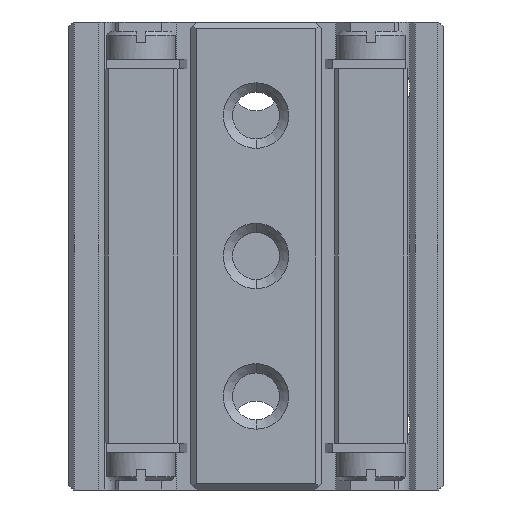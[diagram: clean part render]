
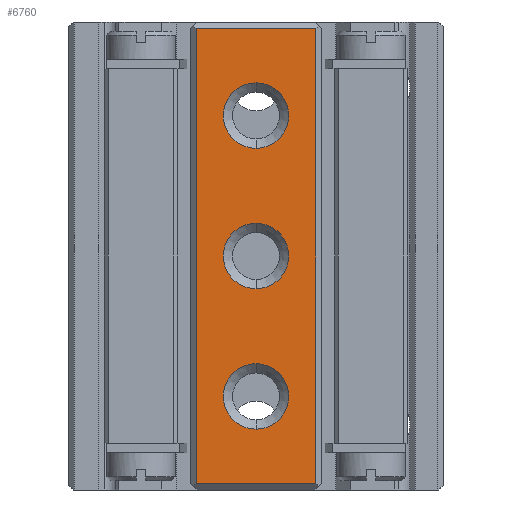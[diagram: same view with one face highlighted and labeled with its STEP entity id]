
A CAD part, front view. The second image highlights one B-rep face of the part: STEP entity #6760.
In plain terms, the highlighted planar face has unit normal (0, -1, 0).
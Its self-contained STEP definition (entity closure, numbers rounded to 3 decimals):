
#6004=FACE_BOUND('',#8498,.T.);
#6005=FACE_BOUND('',#8499,.T.);
#6006=FACE_BOUND('',#8500,.T.);
#6007=FACE_BOUND('',#8501,.T.);
#6126=PLANE('',#21358);
#6760=ADVANCED_FACE('',(#6004,#6005,#6006,#6007),#6126,.F.);
#8498=EDGE_LOOP('',(#12856,#12857));
#8499=EDGE_LOOP('',(#12858,#12859));
#8500=EDGE_LOOP('',(#12860,#12861));
#8501=EDGE_LOOP('',(#12862,#12863,#12864,#12865));
#9467=LINE('',#25718,#11152);
#9468=LINE('',#25721,#11153);
#9469=LINE('',#25723,#11154);
#9470=LINE('',#25725,#11155);
#11152=VECTOR('',#22284,1.);
#11153=VECTOR('',#22285,1.);
#11154=VECTOR('',#22286,1.);
#11155=VECTOR('',#22287,1.);
#12856=ORIENTED_EDGE('',*,*,#18864,.T.);
#12857=ORIENTED_EDGE('',*,*,#18901,.T.);
#12858=ORIENTED_EDGE('',*,*,#18872,.T.);
#12859=ORIENTED_EDGE('',*,*,#18902,.T.);
#12860=ORIENTED_EDGE('',*,*,#18884,.T.);
#12861=ORIENTED_EDGE('',*,*,#18903,.T.);
#12862=ORIENTED_EDGE('',*,*,#18904,.T.);
#12863=ORIENTED_EDGE('',*,*,#18905,.T.);
#12864=ORIENTED_EDGE('',*,*,#18906,.T.);
#12865=ORIENTED_EDGE('',*,*,#18907,.T.);
#17370=VERTEX_POINT('',#25637);
#17371=VERTEX_POINT('',#25639);
#17378=VERTEX_POINT('',#25655);
#17379=VERTEX_POINT('',#25657);
#17386=VERTEX_POINT('',#25679);
#17387=VERTEX_POINT('',#25681);
#17400=VERTEX_POINT('',#25719);
#17401=VERTEX_POINT('',#25720);
#17402=VERTEX_POINT('',#25722);
#17403=VERTEX_POINT('',#25724);
#18864=EDGE_CURVE('',#17371,#17370,#21142,.T.);
#18872=EDGE_CURVE('',#17379,#17378,#21146,.T.);
#18884=EDGE_CURVE('',#17387,#17386,#21150,.T.);
#18901=EDGE_CURVE('',#17370,#17371,#21153,.T.);
#18902=EDGE_CURVE('',#17378,#17379,#21154,.T.);
#18903=EDGE_CURVE('',#17386,#17387,#21155,.T.);
#18904=EDGE_CURVE('',#17400,#17401,#9467,.T.);
#18905=EDGE_CURVE('',#17401,#17402,#9468,.T.);
#18906=EDGE_CURVE('',#17402,#17403,#9469,.T.);
#18907=EDGE_CURVE('',#17403,#17400,#9470,.T.);
#21142=CIRCLE('',#21333,1.75);
#21146=CIRCLE('',#21339,1.75);
#21150=CIRCLE('',#21347,1.75);
#21153=CIRCLE('',#21355,1.75);
#21154=CIRCLE('',#21356,1.75);
#21155=CIRCLE('',#21357,1.75);
#21333=AXIS2_PLACEMENT_3D('',#25638,#22208,#22209);
#21339=AXIS2_PLACEMENT_3D('',#25656,#22224,#22225);
#21347=AXIS2_PLACEMENT_3D('',#25680,#22248,#22249);
#21355=AXIS2_PLACEMENT_3D('',#25715,#22278,#22279);
#21356=AXIS2_PLACEMENT_3D('',#25716,#22280,#22281);
#21357=AXIS2_PLACEMENT_3D('',#25717,#22282,#22283);
#21358=AXIS2_PLACEMENT_3D('',#25726,#22288,#22289);
#22208=DIRECTION('',(0.,1.,0.));
#22209=DIRECTION('',(0.,0.,1.));
#22224=DIRECTION('',(0.,1.,0.));
#22225=DIRECTION('',(0.,0.,1.));
#22248=DIRECTION('',(0.,1.,0.));
#22249=DIRECTION('',(0.,0.,1.));
#22278=DIRECTION('',(0.,1.,0.));
#22279=DIRECTION('',(0.,0.,1.));
#22280=DIRECTION('',(0.,1.,0.));
#22281=DIRECTION('',(0.,0.,1.));
#22282=DIRECTION('',(0.,1.,0.));
#22283=DIRECTION('',(0.,0.,1.));
#22284=DIRECTION('',(0.,0.,-1.));
#22285=DIRECTION('',(1.,0.,0.));
#22286=DIRECTION('',(0.,0.,1.));
#22287=DIRECTION('',(-1.,0.,0.));
#22288=DIRECTION('',(0.,1.,0.));
#22289=DIRECTION('',(0.,0.,1.));
#25637=CARTESIAN_POINT('',(0.,-0.5,-5.75));
#25638=CARTESIAN_POINT('',(0.,-0.5,-7.5));
#25639=CARTESIAN_POINT('',(0.,-0.5,-9.25));
#25655=CARTESIAN_POINT('',(0.,-0.5,1.75));
#25656=CARTESIAN_POINT('',(0.,-0.5,0.));
#25657=CARTESIAN_POINT('',(0.,-0.5,-1.75));
#25679=CARTESIAN_POINT('',(0.,-0.5,9.25));
#25680=CARTESIAN_POINT('',(0.,-0.5,7.5));
#25681=CARTESIAN_POINT('',(0.,-0.5,5.75));
#25715=CARTESIAN_POINT('',(0.,-0.5,-7.5));
#25716=CARTESIAN_POINT('',(0.,-0.5,0.));
#25717=CARTESIAN_POINT('',(0.,-0.5,7.5));
#25718=CARTESIAN_POINT('',(-3.2,-0.5,21.102));
#25719=CARTESIAN_POINT('',(-3.2,-0.5,12.15));
#25720=CARTESIAN_POINT('',(-3.2,-0.5,-12.15));
#25721=CARTESIAN_POINT('',(0.,-0.5,-12.15));
#25722=CARTESIAN_POINT('',(3.2,-0.5,-12.15));
#25723=CARTESIAN_POINT('',(3.2,-0.5,12.5));
#25724=CARTESIAN_POINT('',(3.2,-0.5,12.15));
#25725=CARTESIAN_POINT('',(0.,-0.5,12.15));
#25726=CARTESIAN_POINT('',(0.,-0.5,21.102));
